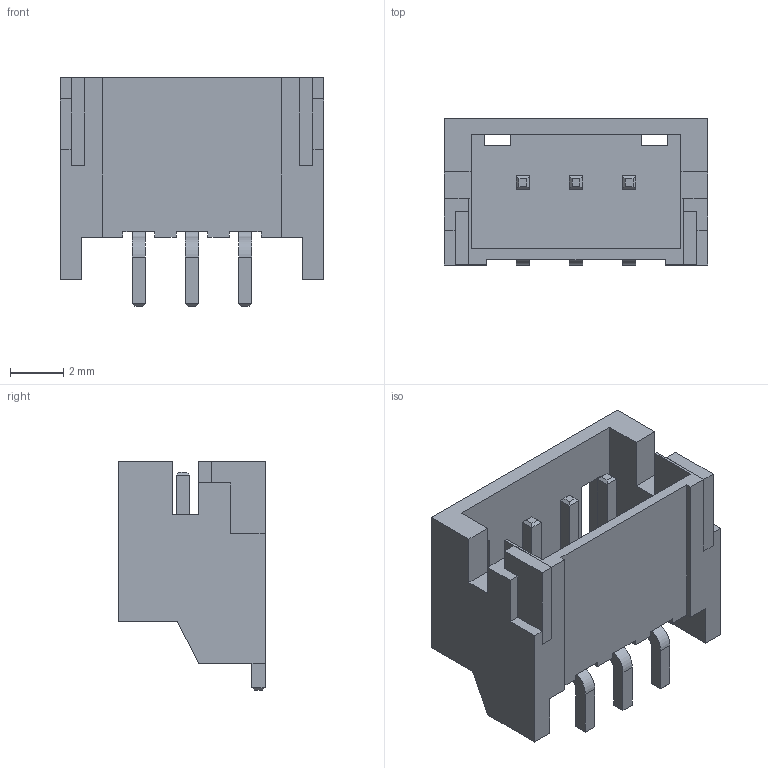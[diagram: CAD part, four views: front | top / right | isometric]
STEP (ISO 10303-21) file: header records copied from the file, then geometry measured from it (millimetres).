
FILE_DESCRIPTION(/* description */ (''),/* implementation_level */ '2;1');
FILE_NAME(/* name */ 'S3B-PH-SM4-TB.stp',/* time_stamp */ '2023-12-26T19:24:13+09:00',/* author */ (''),/* organization */ (''),/* preprocessor_version */ 'ST-DEVELOPER v20',/* originating_system */ 'Autodesk Translation Framework v12.14.0.127',/* authorisation */ '');
FILE_SCHEMA (('AUTOMOTIVE_DESIGN { 1 0 10303 214 3 1 1 }'));
Length unit declared in the file: millimetre
Products named in the file (1): S3B-PH-SM4-TB
Bounding box: 9.9 x 5.5 x 8.6 mm (x, y, z)
Volume: 133.2 mm3; surface area: 556.9 mm2
Topology: 6 solids, 6 shells, 152 faces, 408 edges, 264 vertices
Faces by surface type: plane 140, cylinder 12
Entity records: 4706 total; most frequent: CARTESIAN_POINT 825, ORIENTED_EDGE 816, DIRECTION 738, EDGE_CURVE 408, LINE 384, VECTOR 384, VERTEX_POINT 264, AXIS2_PLACEMENT_3D 177
